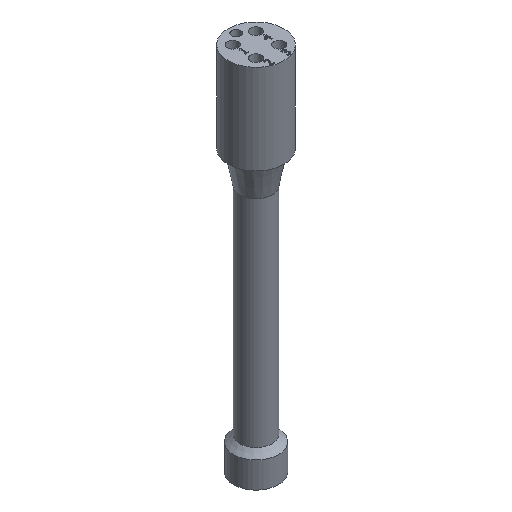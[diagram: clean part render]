
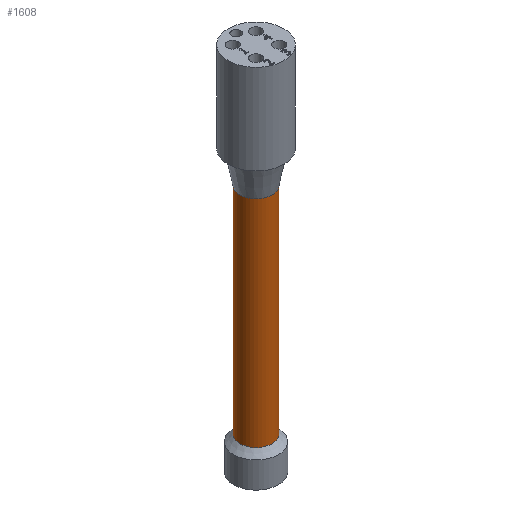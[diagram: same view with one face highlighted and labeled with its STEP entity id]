
A CAD part, isometric view. The second image highlights one B-rep face of the part: STEP entity #1608.
In plain terms, the highlighted cylindrical face has radius 4.5 mm (diameter 9 mm), a full revolution.
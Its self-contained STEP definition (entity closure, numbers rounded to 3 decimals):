
#13=CYLINDRICAL_SURFACE($,#1681,4.5);
#29=CIRCLE($,#1677,4.5);
#31=CIRCLE($,#1682,4.5);
#144=FACE_BOUND($,#335,.T.);
#231=FACE_OUTER_BOUND($,#334,.T.);
#334=EDGE_LOOP($,(#1449));
#335=EDGE_LOOP($,(#1450));
#793=VERTEX_POINT($,#2938);
#795=VERTEX_POINT($,#2945);
#1017=EDGE_CURVE($,#793,#793,#29,.T.);
#1019=EDGE_CURVE($,#795,#795,#31,.T.);
#1449=ORIENTED_EDGE($,*,*,#1017,.T.);
#1450=ORIENTED_EDGE($,*,*,#1019,.F.);
#1608=ADVANCED_FACE($,(#231,#144),#13,.T.);
#1677=AXIS2_PLACEMENT_3D($,#2939,#1953,#1954);
#1681=AXIS2_PLACEMENT_3D($,#2944,#1961,#1962);
#1682=AXIS2_PLACEMENT_3D($,#2946,#1963,#1964);
#1953=DIRECTION('center_axis',(0.,0.,1.));
#1954=DIRECTION('ref_axis',(1.,0.,0.));
#1961=DIRECTION('center_axis',(0.,0.,-1.));
#1962=DIRECTION('ref_axis',(1.,0.,0.));
#1963=DIRECTION('center_axis',(0.,0.,1.));
#1964=DIRECTION('ref_axis',(1.,0.,0.));
#2938=CARTESIAN_POINT('',(-4.5,0.,-69.));
#2939=CARTESIAN_POINT('Origin',(0.,0.,-69.));
#2944=CARTESIAN_POINT('Origin',(0.,0.,-9.));
#2945=CARTESIAN_POINT('',(4.5,0.,-9.));
#2946=CARTESIAN_POINT('Origin',(0.,0.,-9.));
